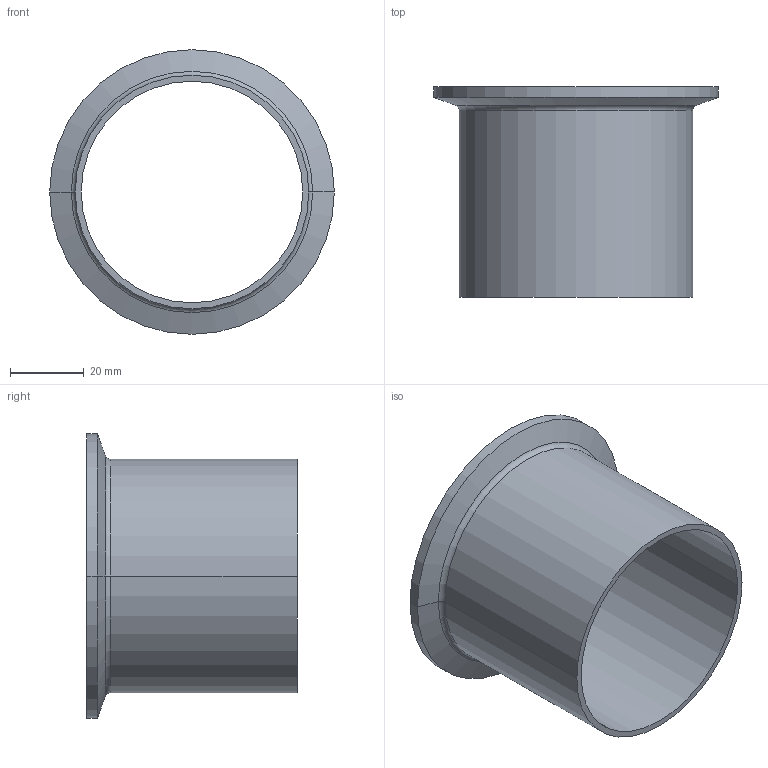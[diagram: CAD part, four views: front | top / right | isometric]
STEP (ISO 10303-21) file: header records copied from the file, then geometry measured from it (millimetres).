
FILE_DESCRIPTION (( 'STEP AP214' ), '1' );
FILE_NAME ('DT22 63.5 B(A).STEP', '2014-02-12T08:13:11', ( '' ), ( '' ), 'SwSTEP 2.0', 'SolidWorks 2013', '' );
FILE_SCHEMA (( 'AUTOMOTIVE_DESIGN' ));
Length unit declared in the file: millimetre
Products named in the file (1): DT22 63.5 B(A)
Bounding box: 77.39 x 57.2 x 77.39 mm (x, y, z)
Volume: 23855.7 mm3; surface area: 25897.3 mm2
Topology: 1 solids, 1 shells, 25 faces, 50 edges, 28 vertices
Faces by surface type: torus 10, cone 6, cylinder 6, plane 3
Entity records: 692 total; most frequent: DIRECTION 140, CARTESIAN_POINT 104, ORIENTED_EDGE 100, AXIS2_PLACEMENT_3D 64, EDGE_CURVE 50, CIRCLE 38, VERTEX_POINT 28, EDGE_LOOP 28
